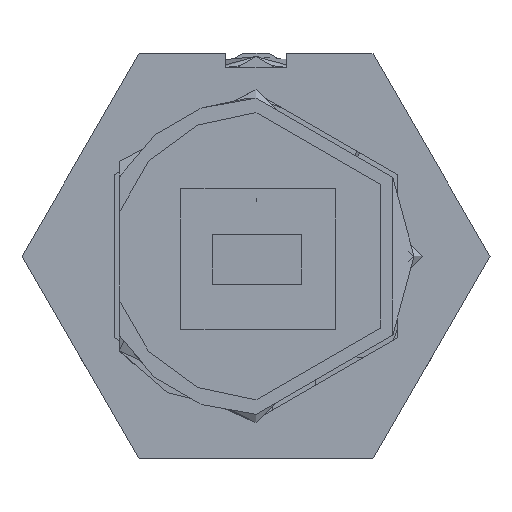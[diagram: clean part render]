
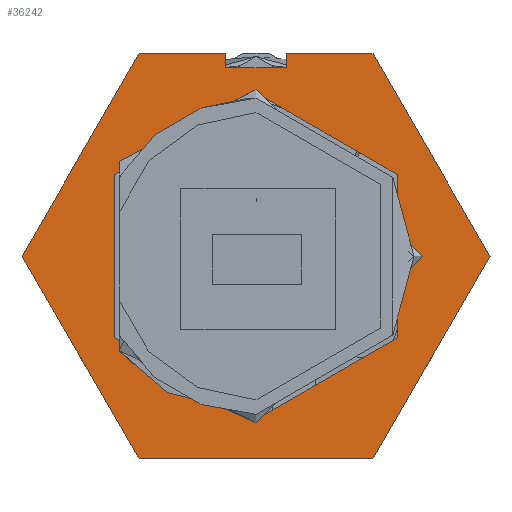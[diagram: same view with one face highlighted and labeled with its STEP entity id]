
A CAD part, left-side view. The second image highlights one B-rep face of the part: STEP entity #36242.
In plain terms, the highlighted face is planar.
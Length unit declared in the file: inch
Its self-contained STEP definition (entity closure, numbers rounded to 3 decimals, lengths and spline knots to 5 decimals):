
#15957 = CARTESIAN_POINT ( 'NONE',  ( 0.075, -0.08, 0.5 ) ) ;
#15964 = CARTESIAN_POINT ( 'NONE',  ( 0.075, -0.08, 0.465 ) ) ;
#15971 = CARTESIAN_POINT ( 'NONE',  ( -0.28868, -0.08, -0.5 ) ) ;
#15973 = CARTESIAN_POINT ( 'NONE',  ( -0.075, -0.08, 0.465 ) ) ;
#16006 = CARTESIAN_POINT ( 'NONE',  ( -0.28868, -0.08, 0.5 ) ) ;
#16017 = CARTESIAN_POINT ( 'NONE',  ( 0., -0.08, -0.4025 ) ) ;
#16029 = CARTESIAN_POINT ( 'NONE',  ( 0.28868, -0.08, 0.5 ) ) ;
#16045 = CARTESIAN_POINT ( 'NONE',  ( 0., -0.08, 0.4025 ) ) ;
#16048 = CARTESIAN_POINT ( 'NONE',  ( -0.075, -0.08, 0.5 ) ) ;
#16058 = CARTESIAN_POINT ( 'NONE',  ( 0.28868, -0.08, -0.5 ) ) ;
#16068 = CARTESIAN_POINT ( 'NONE',  ( 0.57735, -0.08, 0. ) ) ;
#16083 = CARTESIAN_POINT ( 'NONE',  ( -0.57735, -0.08, 0. ) ) ;
#22521 = AXIS2_PLACEMENT_3D ( 'NONE', #34101, #34098, #34105 ) ;
#24150 = EDGE_CURVE ( 'NONE', #51880, #51940, #47367, .T. ) ;
#24155 = EDGE_CURVE ( 'NONE', #51732, #52298, #47370, .T. ) ;
#24181 = EDGE_CURVE ( 'NONE', #51696, #51713, #47424, .T. ) ;
#24183 = EDGE_CURVE ( 'NONE', #51713, #51726, #47420, .T. ) ;
#24184 = EDGE_CURVE ( 'NONE', #51726, #52122, #47431, .T. ) ;
#24187 = EDGE_CURVE ( 'NONE', #51847, #52122, #47435, .T. ) ;
#24189 = EDGE_CURVE ( 'NONE', #52298, #51847, #47426, .T. ) ;
#24191 = EDGE_CURVE ( 'NONE', #51696, #51931, #47439, .T. ) ;
#24211 = EDGE_CURVE ( 'NONE', #51940, #51880, #47478, .T. ) ;
#24213 = EDGE_CURVE ( 'NONE', #51931, #52291, #47487, .T. ) ;
#24215 = EDGE_CURVE ( 'NONE', #52291, #52138, #47489, .T. ) ;
#24218 = EDGE_CURVE ( 'NONE', #52138, #51732, #47493, .T. ) ;
#26729 = EDGE_LOOP ( 'NONE', ( #52025, #51729 ) ) ;
#27472 = EDGE_LOOP ( 'NONE', ( #52046, #52277, #52202, #51926, #51964, #51895, #52288, #51914, #52179, #52004 ) ) ;
#31235 = FACE_OUTER_BOUND ( 'NONE', #27472, .T. ) ;
#31237 = FACE_BOUND ( 'NONE', #26729, .T. ) ;
#34098 = DIRECTION ( 'NONE',  ( 0., 1., 0. ) ) ;
#34101 = CARTESIAN_POINT ( 'NONE',  ( 0.57735, -0.08, 0. ) ) ;
#34103 = PLANE ( 'NONE',  #22521 ) ;
#34105 = DIRECTION ( 'NONE',  ( 0., 0., 1. ) ) ;
#36242 = ADVANCED_FACE ( 'NONE', ( #31235, #31237 ), #34103, .F. ) ;
#38361 = AXIS2_PLACEMENT_3D ( 'NONE', #68923, #68924, #68925 ) ;
#38366 = AXIS2_PLACEMENT_3D ( 'NONE', #68987, #68988, #68989 ) ;
#47367 = CIRCLE ( 'NONE', #38361, 0.4025 ) ;
#47370 = LINE ( 'NONE', #68926, #47376 ) ;
#47376 = VECTOR ( 'NONE', #68930, 39.37008 ) ;
#47420 = LINE ( 'NONE', #68951, #47433 ) ;
#47424 = LINE ( 'NONE', #68949, #47428 ) ;
#47426 = LINE ( 'NONE', #68950, #47446 ) ;
#47428 = VECTOR ( 'NONE', #68946, 39.37008 ) ;
#47431 = LINE ( 'NONE', #68957, #47437 ) ;
#47433 = VECTOR ( 'NONE', #68956, 39.37008 ) ;
#47435 = LINE ( 'NONE', #68959, #47441 ) ;
#47437 = VECTOR ( 'NONE', #68958, 39.37008 ) ;
#47439 = LINE ( 'NONE', #68955, #47450 ) ;
#47441 = VECTOR ( 'NONE', #68960, 39.37008 ) ;
#47446 = VECTOR ( 'NONE', #68961, 39.37008 ) ;
#47450 = VECTOR ( 'NONE', #68963, 39.37008 ) ;
#47478 = CIRCLE ( 'NONE', #38366, 0.4025 ) ;
#47487 = LINE ( 'NONE', #68984, #47491 ) ;
#47489 = LINE ( 'NONE', #68990, #47496 ) ;
#47491 = VECTOR ( 'NONE', #68981, 39.37008 ) ;
#47493 = LINE ( 'NONE', #68992, #47500 ) ;
#47496 = VECTOR ( 'NONE', #68991, 39.37008 ) ;
#47500 = VECTOR ( 'NONE', #68993, 39.37008 ) ;
#51696 = VERTEX_POINT ( 'NONE', #15957 ) ;
#51713 = VERTEX_POINT ( 'NONE', #15964 ) ;
#51726 = VERTEX_POINT ( 'NONE', #15973 ) ;
#51729 = ORIENTED_EDGE ( 'NONE', *, *, #24211, .T. ) ;
#51732 = VERTEX_POINT ( 'NONE', #15971 ) ;
#51847 = VERTEX_POINT ( 'NONE', #16006 ) ;
#51880 = VERTEX_POINT ( 'NONE', #16017 ) ;
#51895 = ORIENTED_EDGE ( 'NONE', *, *, #24189, .F. ) ;
#51914 = ORIENTED_EDGE ( 'NONE', *, *, #24218, .F. ) ;
#51926 = ORIENTED_EDGE ( 'NONE', *, *, #24184, .T. ) ;
#51931 = VERTEX_POINT ( 'NONE', #16029 ) ;
#51940 = VERTEX_POINT ( 'NONE', #16045 ) ;
#51964 = ORIENTED_EDGE ( 'NONE', *, *, #24187, .F. ) ;
#52004 = ORIENTED_EDGE ( 'NONE', *, *, #24213, .F. ) ;
#52025 = ORIENTED_EDGE ( 'NONE', *, *, #24150, .T. ) ;
#52046 = ORIENTED_EDGE ( 'NONE', *, *, #24191, .F. ) ;
#52122 = VERTEX_POINT ( 'NONE', #16048 ) ;
#52138 = VERTEX_POINT ( 'NONE', #16058 ) ;
#52179 = ORIENTED_EDGE ( 'NONE', *, *, #24215, .F. ) ;
#52202 = ORIENTED_EDGE ( 'NONE', *, *, #24183, .T. ) ;
#52277 = ORIENTED_EDGE ( 'NONE', *, *, #24181, .T. ) ;
#52288 = ORIENTED_EDGE ( 'NONE', *, *, #24155, .F. ) ;
#52291 = VERTEX_POINT ( 'NONE', #16068 ) ;
#52298 = VERTEX_POINT ( 'NONE', #16083 ) ;
#68923 = CARTESIAN_POINT ( 'NONE',  ( 0., -0.08, 0. ) ) ;
#68924 = DIRECTION ( 'NONE',  ( 0., 1., 0. ) ) ;
#68925 = DIRECTION ( 'NONE',  ( 0., 0., 1. ) ) ;
#68926 = CARTESIAN_POINT ( 'NONE',  ( -0.28868, -0.08, -0.5 ) ) ;
#68930 = DIRECTION ( 'NONE',  ( -0.5, 0., 0.866 ) ) ;
#68946 = DIRECTION ( 'NONE',  ( 0., 0., -1. ) ) ;
#68949 = CARTESIAN_POINT ( 'NONE',  ( 0.075, -0.08, 0.5 ) ) ;
#68950 = CARTESIAN_POINT ( 'NONE',  ( -0.57735, -0.08, 0. ) ) ;
#68951 = CARTESIAN_POINT ( 'NONE',  ( 0.075, -0.08, 0.465 ) ) ;
#68955 = CARTESIAN_POINT ( 'NONE',  ( -0.28868, -0.08, 0.5 ) ) ;
#68956 = DIRECTION ( 'NONE',  ( -1., 0., 0. ) ) ;
#68957 = CARTESIAN_POINT ( 'NONE',  ( -0.075, -0.08, 0.5 ) ) ;
#68958 = DIRECTION ( 'NONE',  ( 0., 0., 1. ) ) ;
#68959 = CARTESIAN_POINT ( 'NONE',  ( -0.28868, -0.08, 0.5 ) ) ;
#68960 = DIRECTION ( 'NONE',  ( 1., 0., 0. ) ) ;
#68961 = DIRECTION ( 'NONE',  ( 0.5, 0., 0.866 ) ) ;
#68963 = DIRECTION ( 'NONE',  ( 1., 0., 0. ) ) ;
#68981 = DIRECTION ( 'NONE',  ( 0.5, 0., -0.866 ) ) ;
#68984 = CARTESIAN_POINT ( 'NONE',  ( 0.28868, -0.08, 0.5 ) ) ;
#68987 = CARTESIAN_POINT ( 'NONE',  ( 0., -0.08, 0. ) ) ;
#68988 = DIRECTION ( 'NONE',  ( 0., 1., 0. ) ) ;
#68989 = DIRECTION ( 'NONE',  ( 0., 0., 1. ) ) ;
#68990 = CARTESIAN_POINT ( 'NONE',  ( 0.57735, -0.08, 0. ) ) ;
#68991 = DIRECTION ( 'NONE',  ( -0.5, 0., -0.866 ) ) ;
#68992 = CARTESIAN_POINT ( 'NONE',  ( 0.28868, -0.08, -0.5 ) ) ;
#68993 = DIRECTION ( 'NONE',  ( -1., 0., 0. ) ) ;
